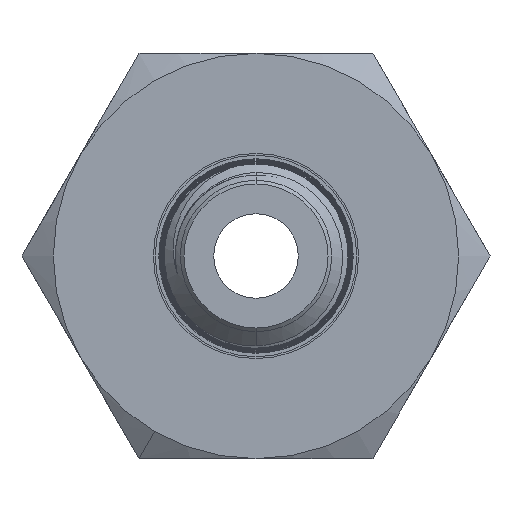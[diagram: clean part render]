
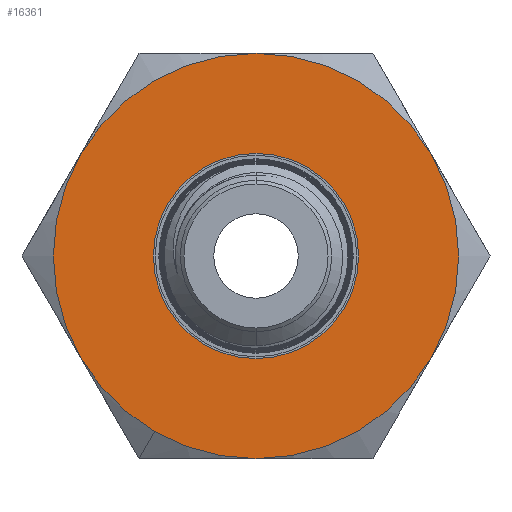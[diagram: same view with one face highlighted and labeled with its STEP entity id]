
A CAD part, left-side view. The second image highlights one B-rep face of the part: STEP entity #16361.
In plain terms, the highlighted face is planar.
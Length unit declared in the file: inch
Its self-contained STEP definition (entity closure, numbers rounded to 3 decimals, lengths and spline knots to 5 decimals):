
#98 = AXIS2_PLACEMENT_3D ( 'NONE', #14368, #20732, #14160 ) ;
#217 = CIRCLE ( 'NONE', #13223, 0.5625 ) ;
#444 = AXIS2_PLACEMENT_3D ( 'NONE', #14529, #16172, #6548 ) ;
#1288 = CARTESIAN_POINT ( 'NONE',  ( -0.5625, 0.9445, 0. ) ) ;
#1292 = CIRCLE ( 'NONE', #98, 0.5625 ) ;
#1474 = EDGE_CURVE ( 'NONE', #5028, #5731, #217, .T. ) ;
#1528 = DIRECTION ( 'NONE',  ( 0., 0., 1. ) ) ;
#1853 = DIRECTION ( 'NONE',  ( 0., 0., -1. ) ) ;
#1927 = AXIS2_PLACEMENT_3D ( 'NONE', #20009, #5592, #13572 ) ;
#2002 = DIRECTION ( 'NONE',  ( 0., 0., 1. ) ) ;
#2111 = VERTEX_POINT ( 'NONE', #2318 ) ;
#2185 = CIRCLE ( 'NONE', #444, 0.5625 ) ;
#2262 = ORIENTED_EDGE ( 'NONE', *, *, #7279, .T. ) ;
#2274 = CIRCLE ( 'NONE', #2451, 0.28475 ) ;
#2318 = CARTESIAN_POINT ( 'NONE',  ( 0., 0.9445, 0.28475 ) ) ;
#2451 = AXIS2_PLACEMENT_3D ( 'NONE', #14518, #17538, #17689 ) ;
#2838 = EDGE_CURVE ( 'NONE', #14832, #2111, #2274, .T. ) ;
#4777 = CARTESIAN_POINT ( 'NONE',  ( 0., 0.9445, 0. ) ) ;
#4849 = ORIENTED_EDGE ( 'NONE', *, *, #7100, .F. ) ;
#4870 = DIRECTION ( 'NONE',  ( 0., 0., 1. ) ) ;
#4951 = ORIENTED_EDGE ( 'NONE', *, *, #6652, .T. ) ;
#5010 = DIRECTION ( 'NONE',  ( 0., 1., 0. ) ) ;
#5028 = VERTEX_POINT ( 'NONE', #8206 ) ;
#5159 = CARTESIAN_POINT ( 'NONE',  ( 0.28125, 0.9445, 0.48714 ) ) ;
#5191 = AXIS2_PLACEMENT_3D ( 'NONE', #19488, #9605, #4870 ) ;
#5592 = DIRECTION ( 'NONE',  ( 0., 1., 0. ) ) ;
#5731 = VERTEX_POINT ( 'NONE', #5159 ) ;
#5942 = ORIENTED_EDGE ( 'NONE', *, *, #13281, .T. ) ;
#5996 = VERTEX_POINT ( 'NONE', #6888 ) ;
#6369 = CIRCLE ( 'NONE', #1927, 0.5625 ) ;
#6436 = EDGE_CURVE ( 'NONE', #2111, #14832, #13253, .T. ) ;
#6548 = DIRECTION ( 'NONE',  ( 0., 0., 1. ) ) ;
#6652 = EDGE_CURVE ( 'NONE', #12172, #9080, #2185, .T. ) ;
#6747 = PLANE ( 'NONE',  #9665 ) ;
#6888 = CARTESIAN_POINT ( 'NONE',  ( -0.28125, 0.9445, -0.48714 ) ) ;
#6889 = CARTESIAN_POINT ( 'NONE',  ( 0., 0.9445, 0. ) ) ;
#7100 = EDGE_CURVE ( 'NONE', #12172, #16567, #9099, .T. ) ;
#7279 = EDGE_CURVE ( 'NONE', #5996, #10534, #17918, .T. ) ;
#7303 = ORIENTED_EDGE ( 'NONE', *, *, #6436, .T. ) ;
#7908 = EDGE_CURVE ( 'NONE', #10534, #5028, #6369, .T. ) ;
#7915 = DIRECTION ( 'NONE',  ( 0., 1., 0. ) ) ;
#8105 = EDGE_LOOP ( 'NONE', ( #11253, #5942, #4849, #4951, #19432, #2262, #18009 ) ) ;
#8206 = CARTESIAN_POINT ( 'NONE',  ( -0.28125, 0.9445, 0.48714 ) ) ;
#8814 = AXIS2_PLACEMENT_3D ( 'NONE', #16021, #7915, #1528 ) ;
#8973 = DIRECTION ( 'NONE',  ( 0., 0., -1. ) ) ;
#9080 = VERTEX_POINT ( 'NONE', #18216 ) ;
#9099 = CIRCLE ( 'NONE', #15964, 0.5625 ) ;
#9365 = EDGE_LOOP ( 'NONE', ( #13188, #7303 ) ) ;
#9605 = DIRECTION ( 'NONE',  ( 0., 1., 0. ) ) ;
#9665 = AXIS2_PLACEMENT_3D ( 'NONE', #6889, #5010, #2002 ) ;
#10418 = CARTESIAN_POINT ( 'NONE',  ( 0.5625, 0.9445, 0. ) ) ;
#10534 = VERTEX_POINT ( 'NONE', #1288 ) ;
#10941 = CARTESIAN_POINT ( 'NONE',  ( 0., 0.9445, -0.28475 ) ) ;
#11111 = EDGE_CURVE ( 'NONE', #9080, #5996, #12384, .T. ) ;
#11253 = ORIENTED_EDGE ( 'NONE', *, *, #1474, .T. ) ;
#11530 = CARTESIAN_POINT ( 'NONE',  ( 0., 0.9445, 0. ) ) ;
#11551 = FACE_OUTER_BOUND ( 'NONE', #8105, .T. ) ;
#12074 = CARTESIAN_POINT ( 'NONE',  ( 0.28125, 0.9445, -0.48714 ) ) ;
#12172 = VERTEX_POINT ( 'NONE', #12074 ) ;
#12292 = AXIS2_PLACEMENT_3D ( 'NONE', #4777, #16005, #1853 ) ;
#12384 = CIRCLE ( 'NONE', #8814, 0.5625 ) ;
#13188 = ORIENTED_EDGE ( 'NONE', *, *, #2838, .T. ) ;
#13223 = AXIS2_PLACEMENT_3D ( 'NONE', #11530, #19686, #14795 ) ;
#13253 = CIRCLE ( 'NONE', #12292, 0.28475 ) ;
#13281 = EDGE_CURVE ( 'NONE', #5731, #16567, #1292, .T. ) ;
#13572 = DIRECTION ( 'NONE',  ( 0., 0., 1. ) ) ;
#14160 = DIRECTION ( 'NONE',  ( 0., 0., 1. ) ) ;
#14343 = FACE_BOUND ( 'NONE', #9365, .T. ) ;
#14368 = CARTESIAN_POINT ( 'NONE',  ( 0., 0.9445, 0. ) ) ;
#14518 = CARTESIAN_POINT ( 'NONE',  ( 0., 0.9445, 0. ) ) ;
#14529 = CARTESIAN_POINT ( 'NONE',  ( 0., 0.9445, 0. ) ) ;
#14795 = DIRECTION ( 'NONE',  ( 0., 0., 1. ) ) ;
#14832 = VERTEX_POINT ( 'NONE', #10941 ) ;
#15482 = CARTESIAN_POINT ( 'NONE',  ( 0., 0.9445, 0. ) ) ;
#15964 = AXIS2_PLACEMENT_3D ( 'NONE', #15482, #20079, #8973 ) ;
#16005 = DIRECTION ( 'NONE',  ( 0., -1., 0. ) ) ;
#16021 = CARTESIAN_POINT ( 'NONE',  ( 0., 0.9445, 0. ) ) ;
#16172 = DIRECTION ( 'NONE',  ( 0., 1., 0. ) ) ;
#16361 = ADVANCED_FACE ( 'NONE', ( #14343, #11551 ), #6747, .T. ) ;
#16567 = VERTEX_POINT ( 'NONE', #10418 ) ;
#17538 = DIRECTION ( 'NONE',  ( 0., -1., 0. ) ) ;
#17689 = DIRECTION ( 'NONE',  ( 0., 0., -1. ) ) ;
#17918 = CIRCLE ( 'NONE', #5191, 0.5625 ) ;
#18009 = ORIENTED_EDGE ( 'NONE', *, *, #7908, .T. ) ;
#18216 = CARTESIAN_POINT ( 'NONE',  ( 0., 0.9445, -0.5625 ) ) ;
#19432 = ORIENTED_EDGE ( 'NONE', *, *, #11111, .T. ) ;
#19488 = CARTESIAN_POINT ( 'NONE',  ( 0., 0.9445, 0. ) ) ;
#19686 = DIRECTION ( 'NONE',  ( 0., 1., 0. ) ) ;
#20009 = CARTESIAN_POINT ( 'NONE',  ( 0., 0.9445, 0. ) ) ;
#20079 = DIRECTION ( 'NONE',  ( 0., -1., 0. ) ) ;
#20732 = DIRECTION ( 'NONE',  ( 0., 1., 0. ) ) ;
